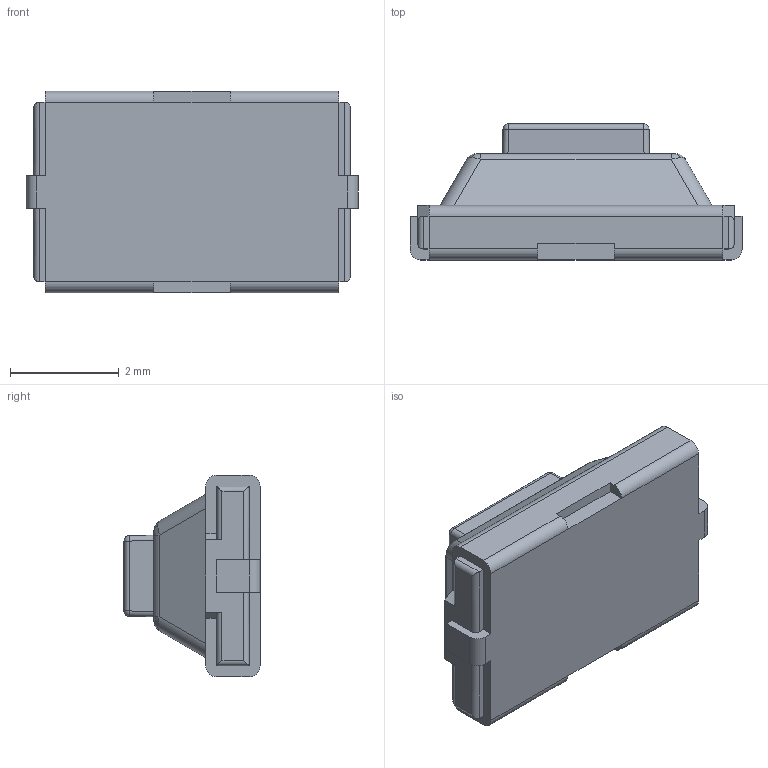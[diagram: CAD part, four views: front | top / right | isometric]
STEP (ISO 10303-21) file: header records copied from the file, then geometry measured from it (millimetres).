
FILE_DESCRIPTION (( 'STEP AP214' ), '1' );
FILE_NAME ('SW3dPS-TVBU19.STEP', '2009-09-04T07:53:53', ( 'SysAdmin' ), ( 'SolidWorks' ), 'SwSTEP 2.0', 'SolidWorks 2009', '' );
FILE_SCHEMA (( 'AUTOMOTIVE_DESIGN' ));
Length unit declared in the file: millimetre
Products named in the file (1): SW3dPS-TVBU19
Bounding box: 6.1 x 2.5 x 3.7 mm (x, y, z)
Volume: 33.3 mm3; surface area: 71.5 mm2
Topology: 1 solids, 1 shells, 98 faces, 255 edges, 158 vertices
Faces by surface type: plane 52, cylinder 35, bspline 8, sphere 3
Entity records: 4085 total; most frequent: CARTESIAN_POINT 705, ORIENTED_EDGE 504, DIRECTION 439, EDGE_CURVE 252, VECTOR 175, LINE 175, VERTEX_POINT 158, AXIS2_PLACEMENT_3D 132
